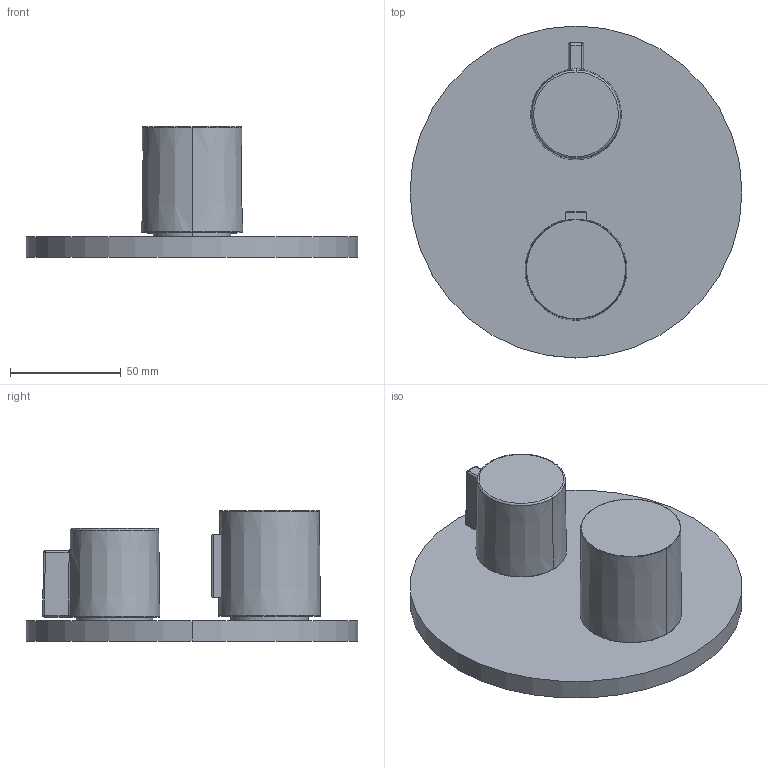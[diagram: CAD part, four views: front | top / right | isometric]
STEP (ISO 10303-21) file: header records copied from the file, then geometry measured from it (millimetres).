
FILE_DESCRIPTION (( 'STEP AP203' ), '1' );
FILE_NAME ('36427970-00.STEP', '2018-07-03T15:16:44', ( '' ), ( '' ), 'SwSTEP 2.0', 'SolidWorks 2017', '' );
FILE_SCHEMA (( 'CONFIG_CONTROL_DESIGN' ));
Length unit declared in the file: millimetre
Products named in the file (8): 36427970-00; Planungsmodell_Griffstück-+-09.17.33.004.94-02_-_K1; Planungsmodell_Griff-+-04.17.33.004.00.94-01_-_K1; Planungsmodell_Rohr_gerade-+-28.568.780-10_ _K155_35x31,75; Planungsmodell_Griff-+-09.20.67.006-01_-_K1; Bausatz-Endmontage-+-36.425.969-1_-_PDB_36425969-00; Planungsmodell_Rosette_rund-+-36.104.820-01_ _K34_150x9,2; Planungsmodell_Griff-+-09.17.33.004.94-01_-_K1
Assembly tree (7 placements, depth 4):
  36427970-00
    Bausatz-Endmontage-+-36.425.969-1_-_PDB_36425969-00
      Planungsmodell_Griff-+-09.20.67.006-01_-_K1
      Planungsmodell_Rosette_rund-+-36.104.820-01_ _K34_150x9,2
      Planungsmodell_Griff-+-04.17.33.004.00.94-01_-_K1
        Planungsmodell_Griff-+-09.17.33.004.94-01_-_K1
        Planungsmodell_Griffstück-+-09.17.33.004.94-02_-_K1
      Planungsmodell_Rohr_gerade-+-28.568.780-10_ _K155_35x31,75
Bounding box: 150 x 150 x 58.76 mm (x, y, z)
Volume: 327540.3 mm3; surface area: 64637.7 mm2
Topology: 5 solids, 5 shells, 65 faces, 130 edges, 72 vertices
Faces by surface type: cylinder 19, plane 19, torus 12, bspline 6, sphere 5, cone 4
Entity records: 2712 total; most frequent: CARTESIAN_POINT 563, DIRECTION 311, ORIENTED_EDGE 252, AXIS2_PLACEMENT_3D 134, EDGE_CURVE 126, VERTEX_POINT 72, PERSON_AND_ORGANIZATION 71, EDGE_LOOP 66
